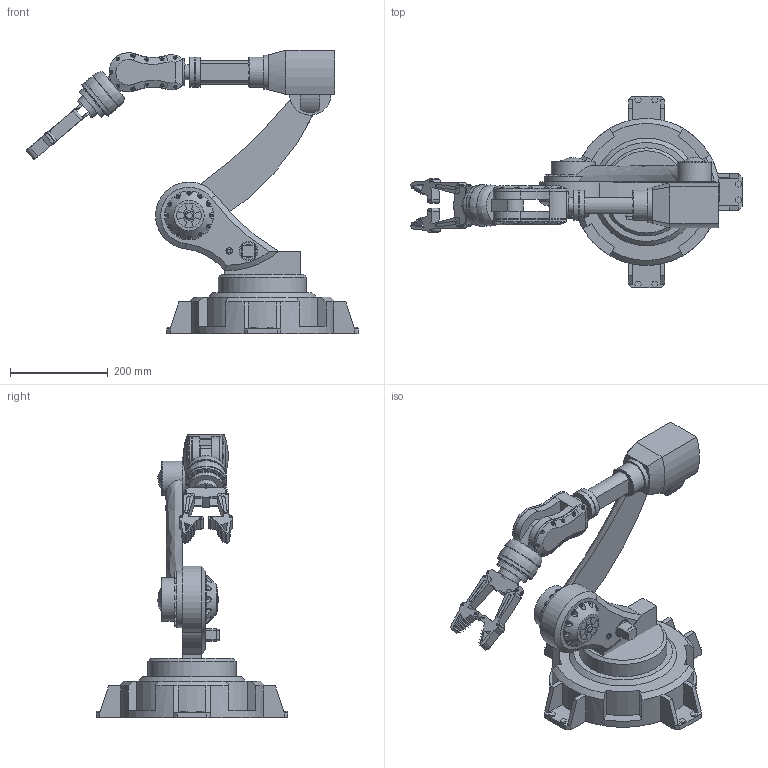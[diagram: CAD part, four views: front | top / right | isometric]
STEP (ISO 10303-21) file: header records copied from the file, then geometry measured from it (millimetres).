
FILE_DESCRIPTION(/* description */ (''),/* implementation_level */ '2;1');
FILE_NAME(/* name */ 'Robotic Arm.step',/* time_stamp */ '2020-07-01T19:52:18+05:00',/* author */ (''),/* organization */ (''),/* preprocessor_version */ 'ST-DEVELOPER v18.1',/* originating_system */ 'Autodesk Translation Framework v9.3.0.1241',/* authorisation */ '');
FILE_SCHEMA (('AUTOMOTIVE_DESIGN { 1 0 10303 214 3 1 1 }'));
Length unit declared in the file: millimetre
Products named in the file (11): Untitled; Base; Jaw 1; Component5; Jaw 2; Component10; Jaw 4; Jaw 5; Jaw 6; Jaw 3; Jaw 7
Assembly tree (11 placements, depth 3):
  Untitled
    Base
    Jaw 1
      Component5
    Jaw 2
      Component10
    Jaw 4
    Jaw 5
    Jaw 6
    Jaw 7  x2
    Jaw 3
Bounding box: 678.18 x 390.47 x 578.99 mm (x, y, z)
Volume: 11526765 mm3; surface area: 881205.5 mm2
Topology: 22 solids, 22 shells, 1003 faces, 2125 edges, 1379 vertices
Faces by surface type: plane 626, cylinder 347, cone 24, bspline 5, torus 1
Full cylindrical faces by diameter (mm): 2.5 x22, 3 x34, 3.2 x12, 3.5 x8, 4.5 x38, 5 x12, 6 x25, 7 x3, 9 x13, 13 x1, 20 x7, 30 x8, 35.174 x1, 38.347 x1, 45 x1, 47 x1, 50 x2, 54 x1, 55 x1, 60 x2, 62 x3, 69 x1, 70 x3, 79 x1, 82.5 x1, 84 x1, 85 x1, 90 x1, 180 x1
Entity records: 25727 total; most frequent: CARTESIAN_POINT 5249, DIRECTION 4417, ORIENTED_EDGE 3842, EDGE_CURVE 1921, AXIS2_PLACEMENT_3D 1676, VERTEX_POINT 1246, EDGE_LOOP 1139, LINE 1065
